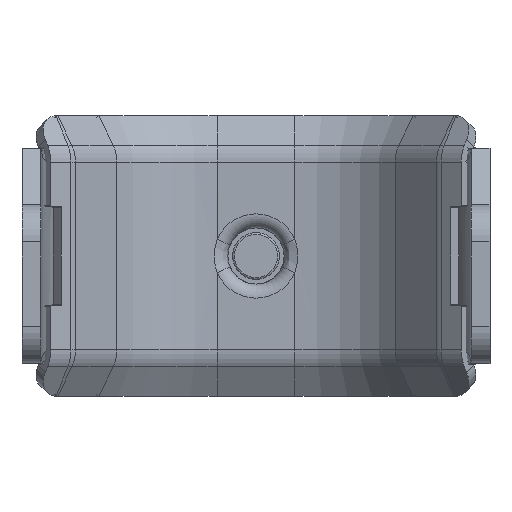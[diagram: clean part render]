
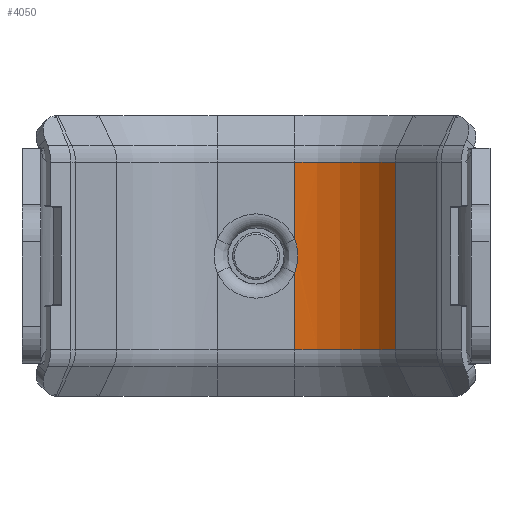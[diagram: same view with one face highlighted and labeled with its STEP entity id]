
A CAD part, front view. The second image highlights one B-rep face of the part: STEP entity #4050.
In plain terms, the highlighted cylindrical face has radius 14 mm (diameter 28 mm), a partial arc.
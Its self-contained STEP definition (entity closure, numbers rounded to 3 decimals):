
#126=B_SPLINE_CURVE_WITH_KNOTS('',3,(#7667,#7668,#7669,#7670),
 .UNSPECIFIED.,.F.,.F.,(4,4),(-6.283,0.),
 .UNSPECIFIED.);
#213=CYLINDRICAL_SURFACE('',#4429,14.);
#332=FACE_OUTER_BOUND('',#590,.T.);
#590=EDGE_LOOP('',(#3043,#3044,#3045,#3046,#3047,#3048));
#829=CIRCLE('',#4430,14.);
#830=CIRCLE('',#4431,14.);
#1112=LINE('',#7677,#1449);
#1113=LINE('',#7681,#1450);
#1114=LINE('',#7684,#1451);
#1449=VECTOR('',#5154,10.);
#1450=VECTOR('',#5157,10.);
#1451=VECTOR('',#5160,10.);
#1789=VERTEX_POINT('',#7600);
#1797=VERTEX_POINT('',#7644);
#1798=VERTEX_POINT('',#7676);
#1799=VERTEX_POINT('',#7678);
#1800=VERTEX_POINT('',#7680);
#1801=VERTEX_POINT('',#7682);
#2244=EDGE_CURVE('',#1789,#1797,#126,.T.);
#2246=EDGE_CURVE('',#1798,#1789,#1112,.T.);
#2247=EDGE_CURVE('',#1799,#1798,#829,.T.);
#2248=EDGE_CURVE('',#1799,#1800,#1113,.T.);
#2249=EDGE_CURVE('',#1800,#1801,#830,.T.);
#2250=EDGE_CURVE('',#1797,#1801,#1114,.T.);
#3043=ORIENTED_EDGE('',*,*,#2244,.F.);
#3044=ORIENTED_EDGE('',*,*,#2246,.F.);
#3045=ORIENTED_EDGE('',*,*,#2247,.F.);
#3046=ORIENTED_EDGE('',*,*,#2248,.T.);
#3047=ORIENTED_EDGE('',*,*,#2249,.T.);
#3048=ORIENTED_EDGE('',*,*,#2250,.F.);
#4050=ADVANCED_FACE('',(#332),#213,.F.);
#4429=AXIS2_PLACEMENT_3D('',#7675,#5152,#5153);
#4430=AXIS2_PLACEMENT_3D('',#7679,#5155,#5156);
#4431=AXIS2_PLACEMENT_3D('',#7683,#5158,#5159);
#5152=DIRECTION('center_axis',(-1.,0.,0.));
#5153=DIRECTION('ref_axis',(0.,0.966,-0.259));
#5154=DIRECTION('',(-1.,0.,0.));
#5155=DIRECTION('center_axis',(-1.,0.,0.));
#5156=DIRECTION('ref_axis',(0.,0.985,0.174));
#5157=DIRECTION('',(-1.,0.,0.));
#5158=DIRECTION('center_axis',(-1.,0.,0.));
#5159=DIRECTION('ref_axis',(0.,0.985,0.174));
#5160=DIRECTION('',(-1.,0.,0.));
#7600=CARTESIAN_POINT('',(-13.234,-3.81,-21.71));
#7644=CARTESIAN_POINT('',(-16.766,-3.81,-21.71));
#7667=CARTESIAN_POINT('Ctrl Pts',(-13.234,-3.81,-21.71));
#7668=CARTESIAN_POINT('Ctrl Pts',(-14.347,-3.534,-21.381));
#7669=CARTESIAN_POINT('Ctrl Pts',(-15.653,-3.534,-21.381));
#7670=CARTESIAN_POINT('Ctrl Pts',(-16.766,-3.81,-21.71));
#7675=CARTESIAN_POINT('Origin',(-15.,-14.535,-12.711));
#7676=CARTESIAN_POINT('',(-4.975,-3.81,-21.71));
#7677=CARTESIAN_POINT('',(-25.025,-3.81,-21.71));
#7678=CARTESIAN_POINT('',(-4.975,-0.747,-10.279));
#7679=CARTESIAN_POINT('Origin',(-4.975,-14.535,-12.711));
#7680=CARTESIAN_POINT('',(-25.025,-0.747,-10.279));
#7681=CARTESIAN_POINT('',(-25.025,-0.747,-10.279));
#7682=CARTESIAN_POINT('',(-25.025,-3.81,-21.71));
#7683=CARTESIAN_POINT('Origin',(-25.025,-14.535,-12.711));
#7684=CARTESIAN_POINT('',(-25.025,-3.81,-21.71));
